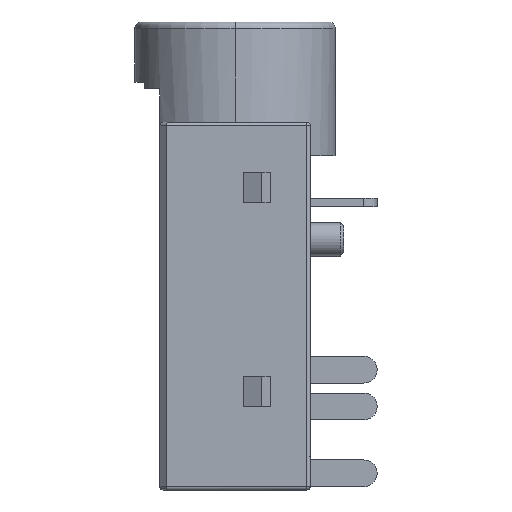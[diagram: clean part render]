
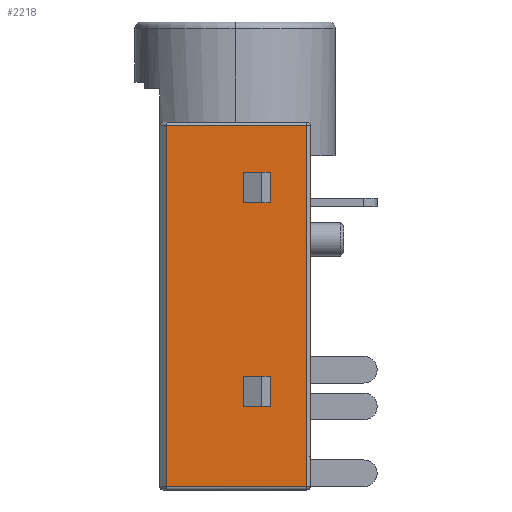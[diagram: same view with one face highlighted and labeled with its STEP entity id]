
A CAD part, left-side view. The second image highlights one B-rep face of the part: STEP entity #2218.
In plain terms, the highlighted planar face has unit normal (-1, 0, 0).
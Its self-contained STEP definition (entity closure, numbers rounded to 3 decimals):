
#102 = LINE ( 'NONE', #4653, #5391 ) ;
#178 = LINE ( 'NONE', #874, #3681 ) ;
#190 = ORIENTED_EDGE ( 'NONE', *, *, #4596, .F. ) ;
#239 = PLANE ( 'NONE',  #1291 ) ;
#241 = ORIENTED_EDGE ( 'NONE', *, *, #4097, .T. ) ;
#391 = ORIENTED_EDGE ( 'NONE', *, *, #1316, .F. ) ;
#464 = ORIENTED_EDGE ( 'NONE', *, *, #4785, .T. ) ;
#553 = ORIENTED_EDGE ( 'NONE', *, *, #4663, .F. ) ;
#604 = FACE_BOUND ( 'NONE', #2747, .T. ) ;
#627 = CARTESIAN_POINT ( 'NONE',  ( -4.5, -1.05, -2.4 ) ) ;
#637 = ORIENTED_EDGE ( 'NONE', *, *, #2420, .T. ) ;
#700 = DIRECTION ( 'NONE',  ( 0., 0., 1. ) ) ;
#727 = ORIENTED_EDGE ( 'NONE', *, *, #5626, .T. ) ;
#756 = CARTESIAN_POINT ( 'NONE',  ( -4.5, 2.05, -0.1 ) ) ;
#787 = VERTEX_POINT ( 'NONE', #3291 ) ;
#792 = ORIENTED_EDGE ( 'NONE', *, *, #5647, .T. ) ;
#848 = VECTOR ( 'NONE', #2670, 1000. ) ;
#874 = CARTESIAN_POINT ( 'NONE',  ( -4.5, 0., -2.4 ) ) ;
#930 = VECTOR ( 'NONE', #3625, 1000. ) ;
#933 = LINE ( 'NONE', #3561, #1936 ) ;
#981 = CARTESIAN_POINT ( 'NONE',  ( -4.5, 2.05, -10.9 ) ) ;
#1105 = LINE ( 'NONE', #6064, #1423 ) ;
#1125 = DIRECTION ( 'NONE',  ( 0., 0., 1. ) ) ;
#1164 = CARTESIAN_POINT ( 'NONE',  ( -4.5, 2.05, -11. ) ) ;
#1291 = AXIS2_PLACEMENT_3D ( 'NONE', #1164, #4998, #700 ) ;
#1316 = EDGE_CURVE ( 'NONE', #5484, #5744, #4651, .T. ) ;
#1408 = VECTOR ( 'NONE', #5869, 1000. ) ;
#1423 = VECTOR ( 'NONE', #1718, 1000. ) ;
#1552 = VECTOR ( 'NONE', #1125, 1000. ) ;
#1718 = DIRECTION ( 'NONE',  ( 0., -1., 0. ) ) ;
#1774 = EDGE_CURVE ( 'NONE', #787, #5171, #5489, .T. ) ;
#1781 = VERTEX_POINT ( 'NONE', #5366 ) ;
#1849 = VECTOR ( 'NONE', #3114, 1000. ) ;
#1936 = VECTOR ( 'NONE', #5457, 1000. ) ;
#2063 = VERTEX_POINT ( 'NONE', #2838 ) ;
#2066 = ORIENTED_EDGE ( 'NONE', *, *, #3902, .T. ) ;
#2138 = LINE ( 'NONE', #3610, #848 ) ;
#2198 = FACE_OUTER_BOUND ( 'NONE', #2702, .T. ) ;
#2218 = ADVANCED_FACE ( 'NONE', ( #2198, #2415, #604 ), #239, .T. ) ;
#2251 = CARTESIAN_POINT ( 'NONE',  ( -4.5, -1.05, -2.4 ) ) ;
#2325 = DIRECTION ( 'NONE',  ( 0., -1., 0. ) ) ;
#2415 = FACE_BOUND ( 'NONE', #3122, .T. ) ;
#2420 = EDGE_CURVE ( 'NONE', #5487, #6127, #3691, .T. ) ;
#2433 = DIRECTION ( 'NONE',  ( 0., 0., 1. ) ) ;
#2643 = VERTEX_POINT ( 'NONE', #4869 ) ;
#2647 = CARTESIAN_POINT ( 'NONE',  ( -4.5, 2.05, -11. ) ) ;
#2670 = DIRECTION ( 'NONE',  ( 0., -1., 0. ) ) ;
#2702 = EDGE_LOOP ( 'NONE', ( #553, #241, #2066, #792 ) ) ;
#2747 = EDGE_LOOP ( 'NONE', ( #2866, #391, #464, #637 ) ) ;
#2838 = CARTESIAN_POINT ( 'NONE',  ( -4.5, -2.15, -10.9 ) ) ;
#2866 = ORIENTED_EDGE ( 'NONE', *, *, #4939, .F. ) ;
#2968 = CARTESIAN_POINT ( 'NONE',  ( -4.5, -0.25, -7.6 ) ) ;
#3053 = CARTESIAN_POINT ( 'NONE',  ( -4.5, 0., -8.5 ) ) ;
#3114 = DIRECTION ( 'NONE',  ( 0., 1., 0. ) ) ;
#3122 = EDGE_LOOP ( 'NONE', ( #190, #3867, #4001, #727 ) ) ;
#3220 = CARTESIAN_POINT ( 'NONE',  ( -4.5, -0.25, -1.5 ) ) ;
#3291 = CARTESIAN_POINT ( 'NONE',  ( -4.5, -0.25, -2.4 ) ) ;
#3339 = VERTEX_POINT ( 'NONE', #756 ) ;
#3375 = EDGE_CURVE ( 'NONE', #787, #3575, #178, .T. ) ;
#3424 = LINE ( 'NONE', #3480, #1408 ) ;
#3480 = CARTESIAN_POINT ( 'NONE',  ( -4.5, -1.05, -8.5 ) ) ;
#3500 = LINE ( 'NONE', #2647, #930 ) ;
#3561 = CARTESIAN_POINT ( 'NONE',  ( -4.5, -2.15, -11. ) ) ;
#3575 = VERTEX_POINT ( 'NONE', #2251 ) ;
#3610 = CARTESIAN_POINT ( 'NONE',  ( -4.5, 0., -1.5 ) ) ;
#3625 = DIRECTION ( 'NONE',  ( 0., 0., 1. ) ) ;
#3681 = VECTOR ( 'NONE', #2325, 1000. ) ;
#3691 = LINE ( 'NONE', #4679, #4134 ) ;
#3867 = ORIENTED_EDGE ( 'NONE', *, *, #3375, .F. ) ;
#3902 = EDGE_CURVE ( 'NONE', #2063, #1781, #933, .T. ) ;
#3917 = DIRECTION ( 'NONE',  ( 0., -1., 0. ) ) ;
#4001 = ORIENTED_EDGE ( 'NONE', *, *, #1774, .T. ) ;
#4063 = CARTESIAN_POINT ( 'NONE',  ( -4.5, 2.05, -0.1 ) ) ;
#4097 = EDGE_CURVE ( 'NONE', #5479, #2063, #1105, .T. ) ;
#4134 = VECTOR ( 'NONE', #5194, 1000. ) ;
#4596 = EDGE_CURVE ( 'NONE', #3575, #2643, #4777, .T. ) ;
#4609 = CARTESIAN_POINT ( 'NONE',  ( -4.5, -1.05, -8.5 ) ) ;
#4651 = LINE ( 'NONE', #3053, #5093 ) ;
#4653 = CARTESIAN_POINT ( 'NONE',  ( -4.5, -0.25, -8.5 ) ) ;
#4663 = EDGE_CURVE ( 'NONE', #5479, #3339, #3500, .T. ) ;
#4679 = CARTESIAN_POINT ( 'NONE',  ( -4.5, 0., -7.6 ) ) ;
#4777 = LINE ( 'NONE', #627, #1552 ) ;
#4785 = EDGE_CURVE ( 'NONE', #5484, #5487, #102, .T. ) ;
#4869 = CARTESIAN_POINT ( 'NONE',  ( -4.5, -1.05, -1.5 ) ) ;
#4939 = EDGE_CURVE ( 'NONE', #5744, #6127, #3424, .T. ) ;
#4998 = DIRECTION ( 'NONE',  ( -1., 0., 0. ) ) ;
#5093 = VECTOR ( 'NONE', #3917, 1000. ) ;
#5123 = DIRECTION ( 'NONE',  ( 0., 0., 1. ) ) ;
#5171 = VERTEX_POINT ( 'NONE', #3220 ) ;
#5194 = DIRECTION ( 'NONE',  ( 0., -1., 0. ) ) ;
#5366 = CARTESIAN_POINT ( 'NONE',  ( -4.5, -2.15, -0.1 ) ) ;
#5391 = VECTOR ( 'NONE', #5123, 1000. ) ;
#5457 = DIRECTION ( 'NONE',  ( 0., 0., 1. ) ) ;
#5479 = VERTEX_POINT ( 'NONE', #981 ) ;
#5484 = VERTEX_POINT ( 'NONE', #6269 ) ;
#5487 = VERTEX_POINT ( 'NONE', #2968 ) ;
#5489 = LINE ( 'NONE', #5795, #5865 ) ;
#5626 = EDGE_CURVE ( 'NONE', #5171, #2643, #2138, .T. ) ;
#5647 = EDGE_CURVE ( 'NONE', #1781, #3339, #5663, .T. ) ;
#5651 = CARTESIAN_POINT ( 'NONE',  ( -4.5, -1.05, -7.6 ) ) ;
#5663 = LINE ( 'NONE', #4063, #1849 ) ;
#5744 = VERTEX_POINT ( 'NONE', #4609 ) ;
#5795 = CARTESIAN_POINT ( 'NONE',  ( -4.5, -0.25, -2.4 ) ) ;
#5865 = VECTOR ( 'NONE', #2433, 1000. ) ;
#5869 = DIRECTION ( 'NONE',  ( 0., 0., 1. ) ) ;
#6064 = CARTESIAN_POINT ( 'NONE',  ( -4.5, 2.05, -10.9 ) ) ;
#6127 = VERTEX_POINT ( 'NONE', #5651 ) ;
#6269 = CARTESIAN_POINT ( 'NONE',  ( -4.5, -0.25, -8.5 ) ) ;
